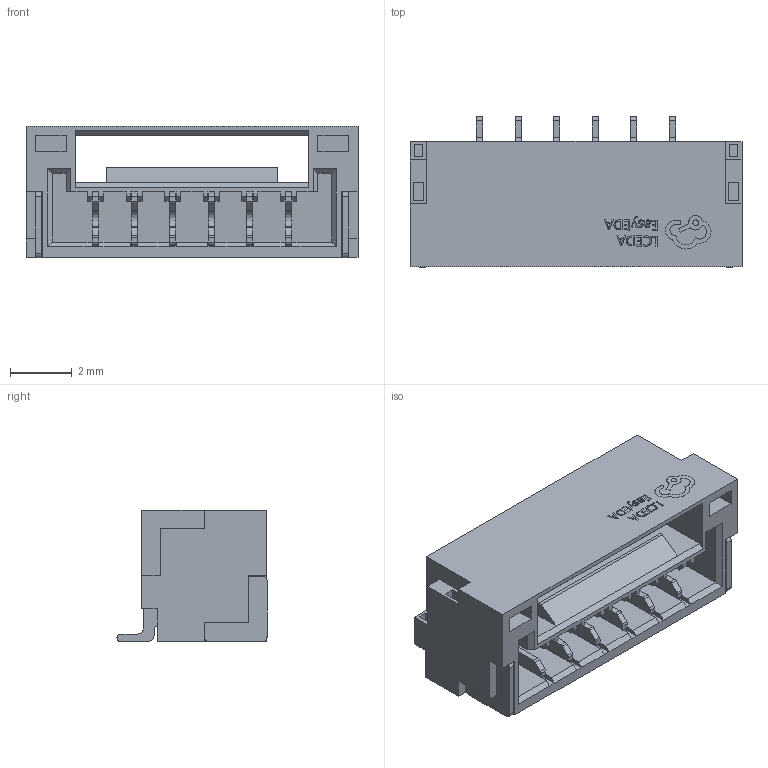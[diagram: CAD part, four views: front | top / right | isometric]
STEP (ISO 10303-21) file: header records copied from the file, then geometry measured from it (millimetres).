
FILE_DESCRIPTION (( 'STEP AP214' ), '1' );
FILE_NAME ('CONN-SMD_GH1.25-WS-6P.step', '2022-08-08T02:44:30', ( '' ), ( '' ), 'SwSTEP 2.0', 'SolidWorks 2020', '' );
FILE_SCHEMA (( 'AUTOMOTIVE_DESIGN' ));
Length unit declared in the file: millimetre
Products named in the file (1): CONN-SMD_GH1.25-WS-6P
Bounding box: 10.75 x 4.86 x 4.26 mm (x, y, z)
Volume: 86 mm3; surface area: 469.9 mm2
Topology: 14 solids, 14 shells, 715 faces, 1945 edges, 1286 vertices
Faces by surface type: plane 519, bspline 112, cylinder 84
Entity records: 31547 total; most frequent: CARTESIAN_POINT 6051, ORIENTED_EDGE 3890, DIRECTION 3093, EDGE_CURVE 1945, LINE 1549, VECTOR 1549, VERTEX_POINT 1286, AXIS2_PLACEMENT_3D 772
